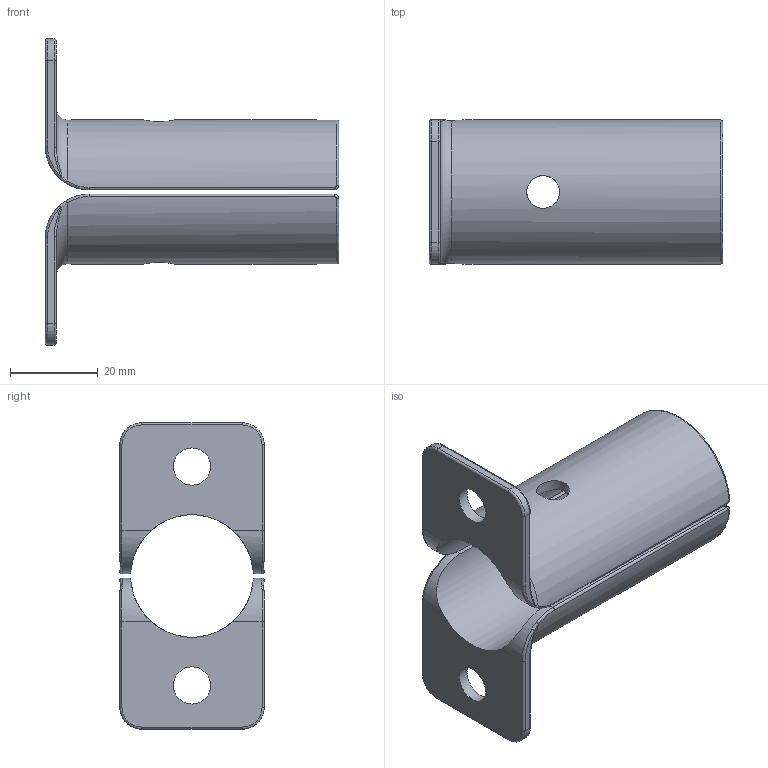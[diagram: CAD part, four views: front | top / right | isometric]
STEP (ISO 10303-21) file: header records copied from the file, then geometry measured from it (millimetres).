
FILE_DESCRIPTION((''),'2;1');
FILE_NAME('86122.stp','2016-12-01T14:17:33',('Konstruktor II'),(''),'Autodesk Inventor 2013','Autodesk Inventor 2013','');
FILE_SCHEMA(('AUTOMOTIVE_DESIGN { 1 0 10303 214 1 1 1 1 }'));
Length unit declared in the file: millimetre
Products named in the file (1): 86122
Bounding box: 67 x 33 x 70 mm (x, y, z)
Volume: 18621.5 mm3; surface area: 16191.6 mm2
Topology: 2 solids, 2 shells, 88 faces, 202 edges, 118 vertices
Faces by surface type: cylinder 36, bspline 16, torus 16, plane 16, sphere 4
Full cylindrical faces by diameter (mm): 7.5 x2, 8.5 x2
Entity records: 3044 total; most frequent: CARTESIAN_POINT 1117, ORIENTED_EDGE 392, DIRECTION 390, EDGE_CURVE 196, AXIS2_PLACEMENT_3D 165, VERTEX_POINT 116, EDGE_LOOP 100, CIRCLE 92
